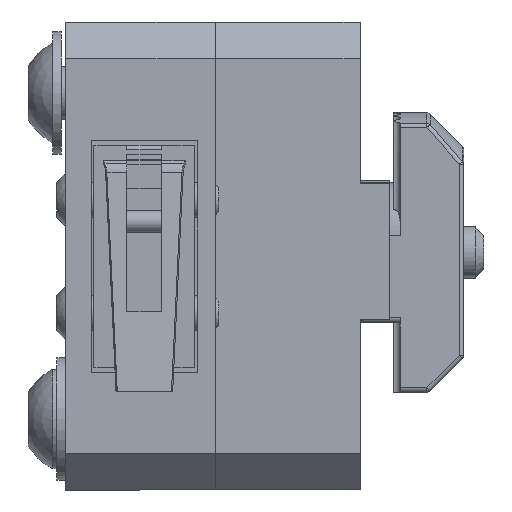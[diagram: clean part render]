
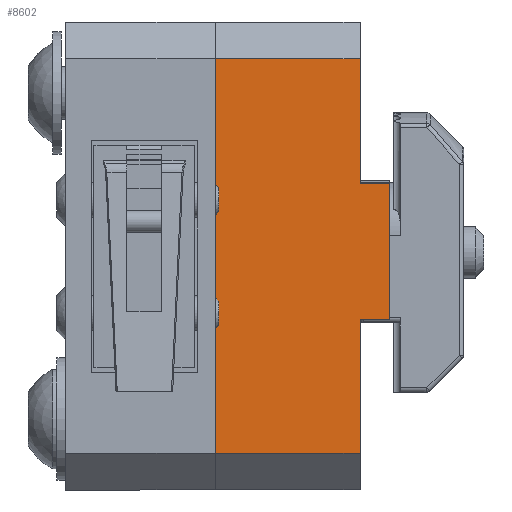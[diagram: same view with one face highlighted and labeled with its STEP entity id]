
A CAD part, front view. The second image highlights one B-rep face of the part: STEP entity #8602.
In plain terms, the highlighted planar face has unit normal (0, -1, 0).
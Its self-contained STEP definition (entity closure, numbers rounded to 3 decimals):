
#609=PLANE('',#9236);
#880=FACE_OUTER_BOUND('',#1392,.T.);
#1392=EDGE_LOOP('',(#5968,#5969,#5970,#5971,#5972,#5973,#5974,#5975));
#1943=LINE('',#12504,#2693);
#1953=LINE('',#12549,#2703);
#1954=LINE('',#12551,#2704);
#1955=LINE('',#12553,#2705);
#1956=LINE('',#12555,#2706);
#1957=LINE('',#12557,#2707);
#1958=LINE('',#12559,#2708);
#1959=LINE('',#12560,#2709);
#2693=VECTOR('',#10072,10.);
#2703=VECTOR('',#10118,10.);
#2704=VECTOR('',#10119,10.);
#2705=VECTOR('',#10120,10.);
#2706=VECTOR('',#10121,10.);
#2707=VECTOR('',#10122,10.);
#2708=VECTOR('',#10123,10.);
#2709=VECTOR('',#10124,10.);
#3780=VERTEX_POINT('',#12490);
#3786=VERTEX_POINT('',#12502);
#3803=VERTEX_POINT('',#12548);
#3804=VERTEX_POINT('',#12550);
#3805=VERTEX_POINT('',#12552);
#3806=VERTEX_POINT('',#12554);
#3807=VERTEX_POINT('',#12556);
#3808=VERTEX_POINT('',#12558);
#4619=EDGE_CURVE('',#3780,#3786,#1943,.T.);
#4641=EDGE_CURVE('',#3803,#3786,#1953,.F.);
#4642=EDGE_CURVE('',#3804,#3803,#1954,.F.);
#4643=EDGE_CURVE('',#3804,#3805,#1955,.F.);
#4644=EDGE_CURVE('',#3806,#3805,#1956,.T.);
#4645=EDGE_CURVE('',#3807,#3806,#1957,.T.);
#4646=EDGE_CURVE('',#3808,#3807,#1958,.F.);
#4647=EDGE_CURVE('',#3780,#3808,#1959,.F.);
#5968=ORIENTED_EDGE('',*,*,#4619,.T.);
#5969=ORIENTED_EDGE('',*,*,#4641,.F.);
#5970=ORIENTED_EDGE('',*,*,#4642,.F.);
#5971=ORIENTED_EDGE('',*,*,#4643,.T.);
#5972=ORIENTED_EDGE('',*,*,#4644,.F.);
#5973=ORIENTED_EDGE('',*,*,#4645,.F.);
#5974=ORIENTED_EDGE('',*,*,#4646,.F.);
#5975=ORIENTED_EDGE('',*,*,#4647,.F.);
#8602=ADVANCED_FACE('',(#880),#609,.F.);
#9236=AXIS2_PLACEMENT_3D('',#12547,#10116,#10117);
#10072=DIRECTION('',(0.,0.,-1.));
#10116=DIRECTION('center_axis',(0.,1.,0.));
#10117=DIRECTION('ref_axis',(1.,0.,0.));
#10118=DIRECTION('',(1.,0.,0.));
#10119=DIRECTION('',(0.,0.,1.));
#10120=DIRECTION('',(-1.,0.,0.));
#10121=DIRECTION('',(0.,0.,-1.));
#10122=DIRECTION('',(1.,0.,0.));
#10123=DIRECTION('',(0.,0.,1.));
#10124=DIRECTION('',(-1.,0.,0.));
#12490=CARTESIAN_POINT('',(-3.781,-4.417,8.964));
#12502=CARTESIAN_POINT('',(-3.781,-4.417,-13.659));
#12504=CARTESIAN_POINT('',(-3.781,-4.417,-2.18));
#12547=CARTESIAN_POINT('Origin',(0.519,-4.417,-2.18));
#12548=CARTESIAN_POINT('',(4.519,-4.417,-13.659));
#12549=CARTESIAN_POINT('',(0.519,-4.417,-13.659));
#12550=CARTESIAN_POINT('',(4.519,-4.417,-5.992));
#12551=CARTESIAN_POINT('',(4.519,-4.417,-2.18));
#12552=CARTESIAN_POINT('',(6.219,-4.417,-5.992));
#12553=CARTESIAN_POINT('',(2.669,-4.417,-5.992));
#12554=CARTESIAN_POINT('',(6.219,-4.417,1.808));
#12555=CARTESIAN_POINT('',(6.219,-4.417,-2.136));
#12556=CARTESIAN_POINT('',(4.519,-4.417,1.808));
#12557=CARTESIAN_POINT('',(2.669,-4.417,1.808));
#12558=CARTESIAN_POINT('',(4.519,-4.417,8.964));
#12559=CARTESIAN_POINT('',(4.519,-4.417,-2.18));
#12560=CARTESIAN_POINT('',(0.519,-4.417,8.964));
